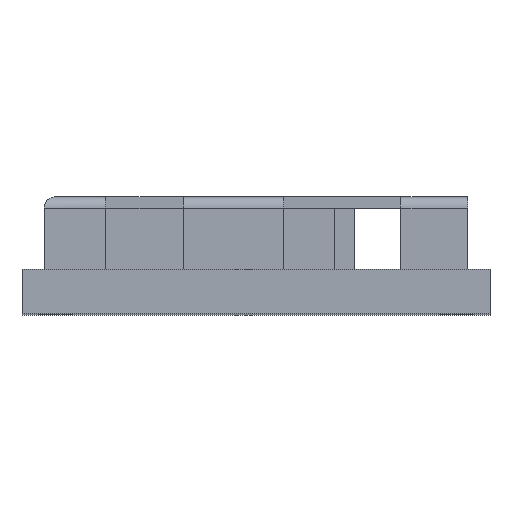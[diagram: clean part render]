
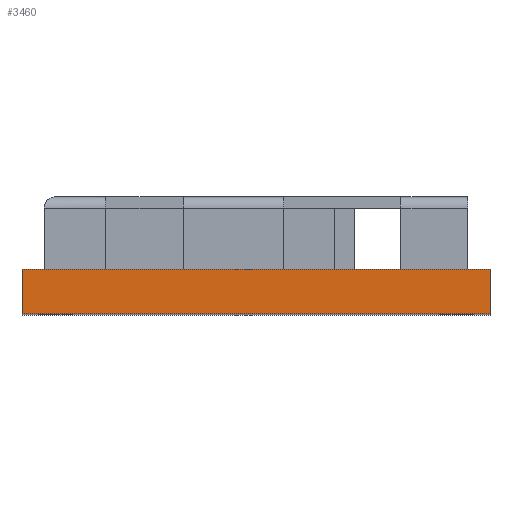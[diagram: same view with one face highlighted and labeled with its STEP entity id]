
A CAD part, top view. The second image highlights one B-rep face of the part: STEP entity #3460.
In plain terms, the highlighted planar face has unit normal (0, 0, 1).
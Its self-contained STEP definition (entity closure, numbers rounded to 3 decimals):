
#5=DIRECTION('',(1.,0.,0.));
#6=VECTOR('',#5,8.4);
#7=CARTESIAN_POINT('',(-4.2,0.,6.6));
#8=LINE('',#7,#6);
#539=DIRECTION('',(0.,1.,0.));
#540=VECTOR('',#539,0.8);
#541=CARTESIAN_POINT('',(4.2,0.,6.6));
#542=LINE('',#541,#540);
#543=DIRECTION('',(0.,1.,0.));
#544=VECTOR('',#543,0.8);
#545=CARTESIAN_POINT('',(-4.2,0.,6.6));
#546=LINE('',#545,#544);
#559=DIRECTION('',(1.,0.,0.));
#560=VECTOR('',#559,8.4);
#561=CARTESIAN_POINT('',(-4.2,0.8,6.6));
#562=LINE('',#561,#560);
#2330=CARTESIAN_POINT('',(-4.2,0.,6.6));
#2332=VERTEX_POINT('',#2330);
#2333=CARTESIAN_POINT('',(4.2,0.,6.6));
#2334=VERTEX_POINT('',#2333);
#2338=CARTESIAN_POINT('',(-4.2,0.8,6.6));
#2340=VERTEX_POINT('',#2338);
#2341=CARTESIAN_POINT('',(4.2,0.8,6.6));
#2342=VERTEX_POINT('',#2341);
#3448=CARTESIAN_POINT('',(-4.2,0.,6.6));
#3449=DIRECTION('',(0.,0.,1.));
#3450=DIRECTION('',(1.,0.,0.));
#3451=AXIS2_PLACEMENT_3D('',#3448,#3449,#3450);
#3452=PLANE('',#3451);
#3453=ORIENTED_EDGE('',*,*,#3076,.F.);
#3454=ORIENTED_EDGE('',*,*,#3415,.T.);
#3456=ORIENTED_EDGE('',*,*,#3455,.T.);
#3457=ORIENTED_EDGE('',*,*,#3440,.F.);
#3458=EDGE_LOOP('',(#3453,#3454,#3456,#3457));
#3459=FACE_OUTER_BOUND('',#3458,.F.);
#3460=ADVANCED_FACE('',(#3459),#3452,.T.);
#3076=EDGE_CURVE('',#2332,#2334,#8,.T.);
#3415=EDGE_CURVE('',#2332,#2340,#546,.T.);
#3440=EDGE_CURVE('',#2334,#2342,#542,.T.);
#3455=EDGE_CURVE('',#2340,#2342,#562,.T.);
